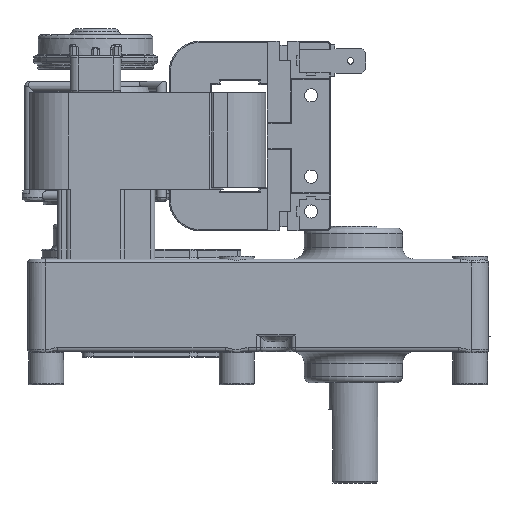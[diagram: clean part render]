
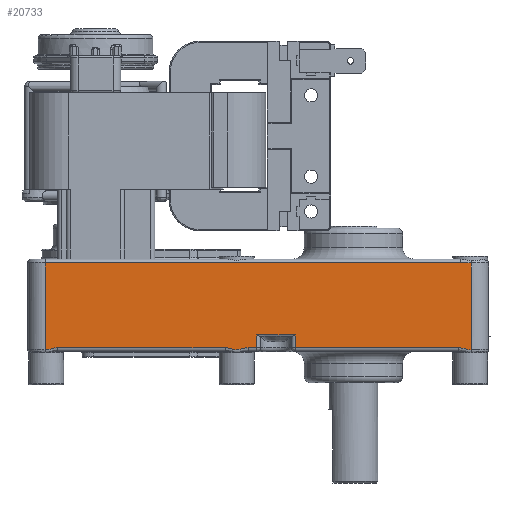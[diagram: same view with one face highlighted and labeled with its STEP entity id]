
A CAD part, left-side view. The second image highlights one B-rep face of the part: STEP entity #20733.
In plain terms, the highlighted planar face has unit normal (-1, 0, 0).
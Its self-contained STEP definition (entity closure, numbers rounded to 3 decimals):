
#19363=CARTESIAN_POINT('',(-34.925,79.625,13.0));
#19364=VERTEX_POINT('',#19363);
#19373=CARTESIAN_POINT('',(-34.925,79.625,-9.408));
#19374=VERTEX_POINT('',#19373);
#19400=CARTESIAN_POINT('',(-34.925,79.625,13.0));
#19401=DIRECTION('',(0.0,0.0,-1.0));
#19402=VECTOR('',#19401,22.408);
#19403=LINE('',#19400,#19402);
#19404=EDGE_CURVE('',#19364,#19374,#19403,.T.);
#20610=CARTESIAN_POINT('',(-34.925,-30.425,0.0));
#20611=DIRECTION('',(-1.0,0.0,0.0));
#20612=DIRECTION('',(0.0,0.0,1.0));
#20613=AXIS2_PLACEMENT_3D('',#20610,#20611,#20612);
#20614=PLANE('',#20613);
#20615=CARTESIAN_POINT('',(-34.925,-27.693,13.0));
#20616=VERTEX_POINT('',#20615);
#20617=CARTESIAN_POINT('',(-34.925,-30.425,13.0));
#20618=VERTEX_POINT('',#20617);
#20619=CARTESIAN_POINT('',(-34.925,-27.693,13.0));
#20620=DIRECTION('',(0.0,-1.0,0.0));
#20621=VECTOR('',#20620,2.732);
#20622=LINE('',#20619,#20621);
#20623=EDGE_CURVE('',#20616,#20618,#20622,.T.);
#20624=ORIENTED_EDGE('',*,*,#20623,.F.);
#20625=CARTESIAN_POINT('',(-34.925,79.625,13.0));
#20626=DIRECTION('',(0.0,-1.0,0.0));
#20627=VECTOR('',#20626,107.318);
#20628=LINE('',#20625,#20627);
#20629=EDGE_CURVE('',#19364,#20616,#20628,.T.);
#20630=ORIENTED_EDGE('',*,*,#20629,.F.);
#20631=ORIENTED_EDGE('',*,*,#19404,.T.);
#20632=CARTESIAN_POINT('',(-34.925,76.381,-8.9));
#20633=VERTEX_POINT('',#20632);
#20634=CARTESIAN_POINT('',(-34.925,76.381,-8.9));
#20635=CARTESIAN_POINT('',(-34.925,76.852,-8.9));
#20636=CARTESIAN_POINT('',(-34.925,77.629,-9.059));
#20637=CARTESIAN_POINT('',(-34.925,78.685,-9.372));
#20638=CARTESIAN_POINT('',(-34.925,79.313,-9.436));
#20639=CARTESIAN_POINT('',(-34.925,79.625,-9.408));
#20640=B_SPLINE_CURVE_WITH_KNOTS('',3,(#20634,#20635,#20636,#20637,#20638,#20639),.UNSPECIFIED.,.F.,.U.,(4,1,1,4),(0.,0.141,0.235,0.329),.UNSPECIFIED.);
#20641=EDGE_CURVE('',#20633,#19374,#20640,.T.);
#20642=ORIENTED_EDGE('',*,*,#20641,.F.);
#20643=CARTESIAN_POINT('',(-34.925,33.149,-8.9));
#20644=VERTEX_POINT('',#20643);
#20645=CARTESIAN_POINT('',(-34.925,33.149,-8.9));
#20646=DIRECTION('',(0.0,1.0,0.0));
#20647=VECTOR('',#20646,43.233);
#20648=LINE('',#20645,#20647);
#20649=EDGE_CURVE('',#20644,#20633,#20648,.T.);
#20650=ORIENTED_EDGE('',*,*,#20649,.F.);
#20651=CARTESIAN_POINT('',(-34.925,27.181,-8.9));
#20652=VERTEX_POINT('',#20651);
#20653=CARTESIAN_POINT('',(-34.925,27.181,-8.9));
#20654=CARTESIAN_POINT('',(-34.925,27.254,-8.9));
#20655=CARTESIAN_POINT('',(-34.925,27.398,-8.905));
#20656=CARTESIAN_POINT('',(-34.925,27.686,-8.93));
#20657=CARTESIAN_POINT('',(-34.925,28.043,-8.988));
#20658=CARTESIAN_POINT('',(-34.925,28.469,-9.087));
#20659=CARTESIAN_POINT('',(-34.925,29.028,-9.236));
#20660=CARTESIAN_POINT('',(-34.925,29.587,-9.385));
#20661=CARTESIAN_POINT('',(-34.925,30.166,-9.432));
#20662=CARTESIAN_POINT('',(-34.925,30.599,-9.397));
#20663=CARTESIAN_POINT('',(-34.925,31.024,-9.31));
#20664=CARTESIAN_POINT('',(-34.925,31.582,-9.162));
#20665=CARTESIAN_POINT('',(-34.925,32.142,-9.011));
#20666=CARTESIAN_POINT('',(-34.925,32.644,-8.93));
#20667=CARTESIAN_POINT('',(-34.925,32.896,-8.908));
#20668=CARTESIAN_POINT('',(-34.925,33.04,-8.901));
#20669=CARTESIAN_POINT('',(-34.925,33.113,-8.9));
#20670=CARTESIAN_POINT('',(-34.925,33.149,-8.9));
#20671=B_SPLINE_CURVE_WITH_KNOTS('',3,(#20653,#20654,#20655,#20656,#20657,#20658,#20659,#20660,#20661,#20662,#20663,#20664,#20665,#20666,#20667,#20668,#20669,#20670),.UNSPECIFIED.,.F.,.U.,(4,1,1,1,1,1,1,1,1,1,1,1,1,1,1,4),(0.0,0.022,0.043,0.087,0.13,0.173,0.26,0.303,0.347,0.39,0.433,0.52,0.563,0.585,0.596,0.607),.UNSPECIFIED.);
#20672=EDGE_CURVE('',#20652,#20644,#20671,.T.);
#20673=ORIENTED_EDGE('',*,*,#20672,.F.);
#20674=CARTESIAN_POINT('',(-34.925,25.,-8.9));
#20675=VERTEX_POINT('',#20674);
#20676=CARTESIAN_POINT('',(-34.925,25.,-8.9));
#20677=DIRECTION('',(0.0,1.0,0.0));
#20678=VECTOR('',#20677,2.181);
#20679=LINE('',#20676,#20678);
#20680=EDGE_CURVE('',#20675,#20652,#20679,.T.);
#20681=ORIENTED_EDGE('',*,*,#20680,.F.);
#20682=CARTESIAN_POINT('',(-34.925,25.,-5.6));
#20683=VERTEX_POINT('',#20682);
#20684=CARTESIAN_POINT('',(-34.925,25.,-8.9));
#20685=DIRECTION('',(0.0,0.0,1.0));
#20686=VECTOR('',#20685,3.3);
#20687=LINE('',#20684,#20686);
#20688=EDGE_CURVE('',#20675,#20683,#20687,.T.);
#20689=ORIENTED_EDGE('',*,*,#20688,.T.);
#20690=CARTESIAN_POINT('',(-34.925,15.,-5.6));
#20691=VERTEX_POINT('',#20690);
#20692=CARTESIAN_POINT('',(-34.925,15.,-5.6));
#20693=DIRECTION('',(0.0,1.0,0.0));
#20694=VECTOR('',#20693,10.);
#20695=LINE('',#20692,#20694);
#20696=EDGE_CURVE('',#20691,#20683,#20695,.T.);
#20697=ORIENTED_EDGE('',*,*,#20696,.F.);
#20698=CARTESIAN_POINT('',(-34.925,15.,-8.9));
#20699=VERTEX_POINT('',#20698);
#20700=CARTESIAN_POINT('',(-34.925,15.,-5.6));
#20701=DIRECTION('',(0.0,0.0,-1.0));
#20702=VECTOR('',#20701,3.3);
#20703=LINE('',#20700,#20702);
#20704=EDGE_CURVE('',#20691,#20699,#20703,.T.);
#20705=ORIENTED_EDGE('',*,*,#20704,.T.);
#20706=CARTESIAN_POINT('',(-34.925,-27.181,-8.9));
#20707=VERTEX_POINT('',#20706);
#20708=CARTESIAN_POINT('',(-34.925,-27.181,-8.9));
#20709=DIRECTION('',(0.0,1.0,0.0));
#20710=VECTOR('',#20709,42.181);
#20711=LINE('',#20708,#20710);
#20712=EDGE_CURVE('',#20707,#20699,#20711,.T.);
#20713=ORIENTED_EDGE('',*,*,#20712,.F.);
#20714=CARTESIAN_POINT('',(-34.925,-30.425,-9.408));
#20715=VERTEX_POINT('',#20714);
#20716=CARTESIAN_POINT('',(-34.925,-30.425,-9.408));
#20717=CARTESIAN_POINT('',(-34.925,-30.113,-9.436));
#20718=CARTESIAN_POINT('',(-34.925,-29.484,-9.372));
#20719=CARTESIAN_POINT('',(-34.925,-28.429,-9.059));
#20720=CARTESIAN_POINT('',(-34.925,-27.652,-8.9));
#20721=CARTESIAN_POINT('',(-34.925,-27.181,-8.9));
#20722=B_SPLINE_CURVE_WITH_KNOTS('',3,(#20716,#20717,#20718,#20719,#20720,#20721),.UNSPECIFIED.,.F.,.U.,(4,1,1,4),(0.0,0.094,0.188,0.329),.UNSPECIFIED.);
#20723=EDGE_CURVE('',#20715,#20707,#20722,.T.);
#20724=ORIENTED_EDGE('',*,*,#20723,.F.);
#20725=CARTESIAN_POINT('',(-34.925,-30.425,13.0));
#20726=DIRECTION('',(0.0,0.0,-1.0));
#20727=VECTOR('',#20726,22.408);
#20728=LINE('',#20725,#20727);
#20729=EDGE_CURVE('',#20618,#20715,#20728,.T.);
#20730=ORIENTED_EDGE('',*,*,#20729,.F.);
#20731=EDGE_LOOP('',(#20624,#20630,#20631,#20642,#20650,#20673,#20681,#20689,#20697,#20705,#20713,#20724,#20730));
#20732=FACE_OUTER_BOUND('',#20731,.T.);
#20733=ADVANCED_FACE('',(#20732),#20614,.T.);
